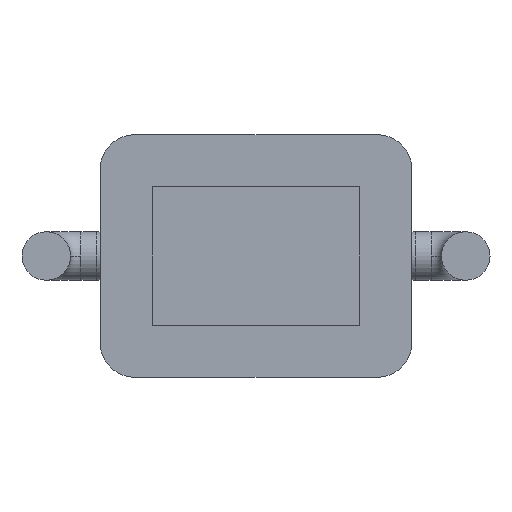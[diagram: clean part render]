
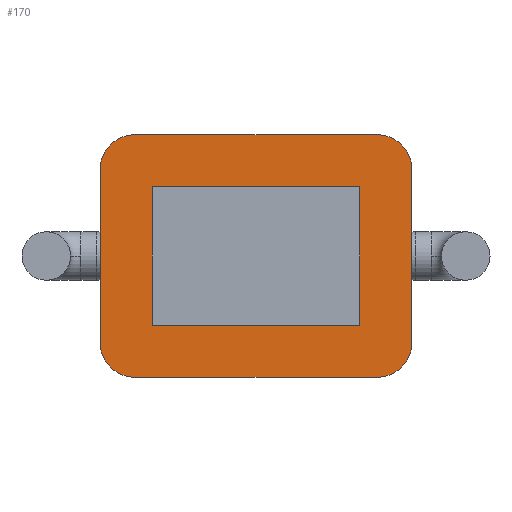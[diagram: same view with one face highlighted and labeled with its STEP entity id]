
A CAD part, front view. The second image highlights one B-rep face of the part: STEP entity #170.
In plain terms, the highlighted planar face has unit normal (0, -1, 0).
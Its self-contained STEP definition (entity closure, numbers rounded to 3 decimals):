
#4 = CARTESIAN_POINT ( 'NONE',  ( -2.25, 0., 1.25 ) ) ;
#33 = AXIS2_PLACEMENT_3D ( 'NONE', #95, #844, #201 ) ;
#67 = VERTEX_POINT ( 'NONE', #4 ) ;
#71 = DIRECTION ( 'NONE',  ( 0., 0., -1. ) ) ;
#89 = DIRECTION ( 'NONE',  ( 0., -1., 0. ) ) ;
#95 = CARTESIAN_POINT ( 'NONE',  ( -1.75, 0., -1.25 ) ) ;
#101 = DIRECTION ( 'NONE',  ( 0., -1., 0. ) ) ;
#142 = VERTEX_POINT ( 'NONE', #341 ) ;
#170 = ADVANCED_FACE ( 'NONE', ( #589, #866 ), #891, .F. ) ;
#177 = CARTESIAN_POINT ( 'NONE',  ( 1.75, 0., 1.25 ) ) ;
#184 = DIRECTION ( 'NONE',  ( 0., 0., 1. ) ) ;
#201 = DIRECTION ( 'NONE',  ( 0., 0., 1. ) ) ;
#242 = VECTOR ( 'NONE', #846, 1000. ) ;
#253 = DIRECTION ( 'NONE',  ( 0., 1., 0. ) ) ;
#280 = DIRECTION ( 'NONE',  ( 0., -1., 0. ) ) ;
#291 = CARTESIAN_POINT ( 'NONE',  ( 2.25, 0., 1.25 ) ) ;
#305 = CARTESIAN_POINT ( 'NONE',  ( 1.75, 0., -1.75 ) ) ;
#341 = CARTESIAN_POINT ( 'NONE',  ( -1.5, 0., 1. ) ) ;
#344 = LINE ( 'NONE', #1182, #1218 ) ;
#348 = AXIS2_PLACEMENT_3D ( 'NONE', #177, #89, #184 ) ;
#360 = CARTESIAN_POINT ( 'NONE',  ( 2.25, 0., -1.25 ) ) ;
#362 = CIRCLE ( 'NONE', #877, 0.5 ) ;
#389 = DIRECTION ( 'NONE',  ( 1., 0., 0. ) ) ;
#409 = ORIENTED_EDGE ( 'NONE', *, *, #648, .T. ) ;
#425 = EDGE_CURVE ( 'NONE', #1270, #142, #1305, .T. ) ;
#441 = CARTESIAN_POINT ( 'NONE',  ( -1.75, 0., -1.75 ) ) ;
#450 = VECTOR ( 'NONE', #1027, 1000. ) ;
#480 = DIRECTION ( 'NONE',  ( 0., 0., -1. ) ) ;
#488 = ORIENTED_EDGE ( 'NONE', *, *, #1229, .T. ) ;
#536 = LINE ( 'NONE', #744, #242 ) ;
#537 = CARTESIAN_POINT ( 'NONE',  ( 1.5, 0., 1. ) ) ;
#538 = CARTESIAN_POINT ( 'NONE',  ( -1.5, 0., -1. ) ) ;
#549 = ORIENTED_EDGE ( 'NONE', *, *, #425, .T. ) ;
#557 = EDGE_CURVE ( 'NONE', #1080, #882, #536, .T. ) ;
#572 = EDGE_CURVE ( 'NONE', #956, #1270, #1101, .T. ) ;
#589 = FACE_BOUND ( 'NONE', #730, .T. ) ;
#591 = VERTEX_POINT ( 'NONE', #537 ) ;
#598 = CARTESIAN_POINT ( 'NONE',  ( 1.5, 0., -1. ) ) ;
#608 = DIRECTION ( 'NONE',  ( 0., 0., 1. ) ) ;
#618 = VECTOR ( 'NONE', #389, 1000. ) ;
#646 = DIRECTION ( 'NONE',  ( -1., 0., 0. ) ) ;
#648 = EDGE_CURVE ( 'NONE', #142, #591, #928, .T. ) ;
#720 = CARTESIAN_POINT ( 'NONE',  ( 1.5, 0., 0. ) ) ;
#725 = ORIENTED_EDGE ( 'NONE', *, *, #1077, .T. ) ;
#730 = EDGE_LOOP ( 'NONE', ( #409, #1044, #1413, #549 ) ) ;
#744 = CARTESIAN_POINT ( 'NONE',  ( -2.25, 0., 1.75 ) ) ;
#747 = CARTESIAN_POINT ( 'NONE',  ( 1.75, 0., -1.25 ) ) ;
#752 = VECTOR ( 'NONE', #71, 1000. ) ;
#770 = CARTESIAN_POINT ( 'NONE',  ( -2.25, 0., -1.25 ) ) ;
#772 = LINE ( 'NONE', #1275, #1287 ) ;
#786 = DIRECTION ( 'NONE',  ( 0., 0., 1. ) ) ;
#800 = VERTEX_POINT ( 'NONE', #770 ) ;
#806 = ORIENTED_EDGE ( 'NONE', *, *, #1263, .F. ) ;
#808 = EDGE_CURVE ( 'NONE', #591, #956, #1030, .T. ) ;
#833 = CARTESIAN_POINT ( 'NONE',  ( -2.25, 0., -1.75 ) ) ;
#844 = DIRECTION ( 'NONE',  ( 0., -1., 0. ) ) ;
#846 = DIRECTION ( 'NONE',  ( 1., 0., 0. ) ) ;
#847 = DIRECTION ( 'NONE',  ( 0., 0., 1. ) ) ;
#853 = VECTOR ( 'NONE', #786, 1000. ) ;
#866 = FACE_OUTER_BOUND ( 'NONE', #1024, .T. ) ;
#876 = EDGE_CURVE ( 'NONE', #800, #67, #1322, .T. ) ;
#877 = AXIS2_PLACEMENT_3D ( 'NONE', #1031, #280, #608 ) ;
#879 = EDGE_CURVE ( 'NONE', #1023, #885, #772, .T. ) ;
#882 = VERTEX_POINT ( 'NONE', #1391 ) ;
#885 = VERTEX_POINT ( 'NONE', #360 ) ;
#891 = PLANE ( 'NONE',  #1354 ) ;
#923 = ORIENTED_EDGE ( 'NONE', *, *, #557, .F. ) ;
#928 = LINE ( 'NONE', #1370, #618 ) ;
#956 = VERTEX_POINT ( 'NONE', #598 ) ;
#977 = EDGE_CURVE ( 'NONE', #1080, #67, #362, .T. ) ;
#980 = CIRCLE ( 'NONE', #348, 0.5 ) ;
#997 = DIRECTION ( 'NONE',  ( 0., 0., 1. ) ) ;
#1008 = ORIENTED_EDGE ( 'NONE', *, *, #879, .F. ) ;
#1023 = VERTEX_POINT ( 'NONE', #291 ) ;
#1024 = EDGE_LOOP ( 'NONE', ( #1008, #725, #923, #1352, #1185, #1050, #806, #488 ) ) ;
#1027 = DIRECTION ( 'NONE',  ( 0., 0., 1. ) ) ;
#1030 = LINE ( 'NONE', #720, #752 ) ;
#1031 = CARTESIAN_POINT ( 'NONE',  ( -1.75, 0., 1.25 ) ) ;
#1044 = ORIENTED_EDGE ( 'NONE', *, *, #808, .T. ) ;
#1050 = ORIENTED_EDGE ( 'NONE', *, *, #1184, .T. ) ;
#1077 = EDGE_CURVE ( 'NONE', #1023, #882, #980, .T. ) ;
#1080 = VERTEX_POINT ( 'NONE', #1288 ) ;
#1101 = LINE ( 'NONE', #1401, #1403 ) ;
#1112 = CARTESIAN_POINT ( 'NONE',  ( 0., 0., 0. ) ) ;
#1182 = CARTESIAN_POINT ( 'NONE',  ( -2.25, 0., -1.75 ) ) ;
#1184 = EDGE_CURVE ( 'NONE', #800, #1347, #1286, .T. ) ;
#1185 = ORIENTED_EDGE ( 'NONE', *, *, #876, .F. ) ;
#1207 = VERTEX_POINT ( 'NONE', #305 ) ;
#1218 = VECTOR ( 'NONE', #646, 1000. ) ;
#1220 = CARTESIAN_POINT ( 'NONE',  ( -1.5, 0., 0. ) ) ;
#1229 = EDGE_CURVE ( 'NONE', #1207, #885, #1253, .T. ) ;
#1253 = CIRCLE ( 'NONE', #1379, 0.5 ) ;
#1263 = EDGE_CURVE ( 'NONE', #1207, #1347, #344, .T. ) ;
#1270 = VERTEX_POINT ( 'NONE', #538 ) ;
#1275 = CARTESIAN_POINT ( 'NONE',  ( 2.25, 0., -1.75 ) ) ;
#1286 = CIRCLE ( 'NONE', #33, 0.5 ) ;
#1287 = VECTOR ( 'NONE', #480, 1000. ) ;
#1288 = CARTESIAN_POINT ( 'NONE',  ( -1.75, 0., 1.75 ) ) ;
#1305 = LINE ( 'NONE', #1220, #853 ) ;
#1322 = LINE ( 'NONE', #833, #450 ) ;
#1347 = VERTEX_POINT ( 'NONE', #441 ) ;
#1352 = ORIENTED_EDGE ( 'NONE', *, *, #977, .T. ) ;
#1354 = AXIS2_PLACEMENT_3D ( 'NONE', #1112, #253, #997 ) ;
#1370 = CARTESIAN_POINT ( 'NONE',  ( 0., 0., 1. ) ) ;
#1379 = AXIS2_PLACEMENT_3D ( 'NONE', #747, #101, #847 ) ;
#1391 = CARTESIAN_POINT ( 'NONE',  ( 1.75, 0., 1.75 ) ) ;
#1401 = CARTESIAN_POINT ( 'NONE',  ( 0., 0., -1. ) ) ;
#1403 = VECTOR ( 'NONE', #1410, 1000. ) ;
#1410 = DIRECTION ( 'NONE',  ( -1., 0., 0. ) ) ;
#1413 = ORIENTED_EDGE ( 'NONE', *, *, #572, .T. ) ;
